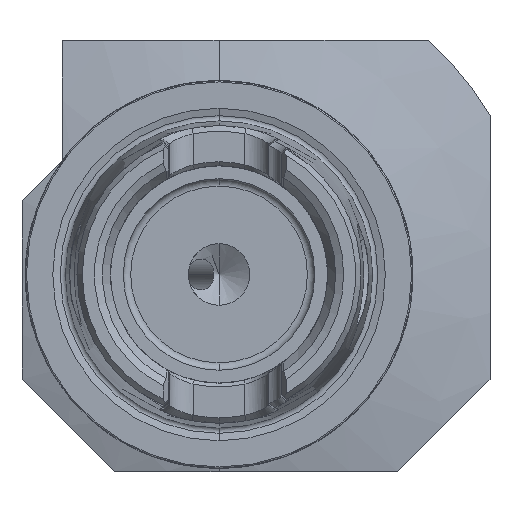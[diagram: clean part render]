
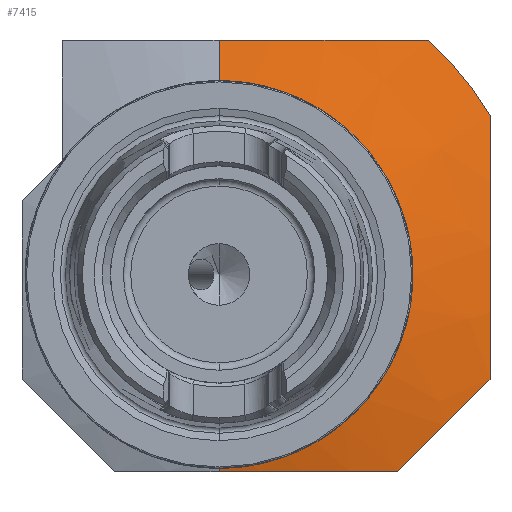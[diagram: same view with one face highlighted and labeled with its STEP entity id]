
A CAD part, left-side view. The second image highlights one B-rep face of the part: STEP entity #7415.
In plain terms, the highlighted conical face has half-angle 75 degrees and reference radius 51 mm.
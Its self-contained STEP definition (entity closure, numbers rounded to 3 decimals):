
#17 = CARTESIAN_POINT ( 'NONE',  ( 23.884, -44., -13.428 ) ) ;
#76 = CARTESIAN_POINT ( 'NONE',  ( 23.639, -44., -9.844 ) ) ;
#81 = CARTESIAN_POINT ( 'NONE',  ( 23.542, -44., -8.048 ) ) ;
#99 = CARTESIAN_POINT ( 'NONE',  ( 23.34, -44., -2.674 ) ) ;
#114 = CARTESIAN_POINT ( 'NONE',  ( 23.32, -44., 0.901 ) ) ;
#115 = CARTESIAN_POINT ( 'NONE',  ( 23.513, -44., 8.036 ) ) ;
#135 = CARTESIAN_POINT ( 'NONE',  ( 23.725, -44., 11.595 ) ) ;
#147 = CARTESIAN_POINT ( 'NONE',  ( 24.345, -44., 18.701 ) ) ;
#163 = CARTESIAN_POINT ( 'NONE',  ( 24.752, -44., 22.247 ) ) ;
#190 = CARTESIAN_POINT ( 'NONE',  ( 23.138, -29., -32. ) ) ;
#206 = CARTESIAN_POINT ( 'NONE',  ( 23.091, -31.508, -29.492 ) ) ;
#211 = CARTESIAN_POINT ( 'NONE',  ( 23.163, -34.012, -26.988 ) ) ;
#229 = CARTESIAN_POINT ( 'NONE',  ( 23.529, -39.011, -21.989 ) ) ;
#302 = CARTESIAN_POINT ( 'NONE',  ( 24.205, -44., -17. ) ) ;
#324 = CARTESIAN_POINT ( 'NONE',  ( 23.823, -41.507, -19.493 ) ) ;
#861 = CARTESIAN_POINT ( 'NONE',  ( 24.033, -44., -15.216 ) ) ;
#930 = ORIENTED_EDGE ( 'NONE', *, *, #9028, .F. ) ;
#1302 = B_SPLINE_CURVE_WITH_KNOTS ( 'NONE', 3,
 ( #2814, #2854, #2670, #2657, #2641, #2616, #2597, #2574, #2557, #2522 ),
 .UNSPECIFIED., .F., .F.,
 ( 4, 2, 2, 2, 4 ),
 ( 0.035, 0.042, 0.049, 0.057, 0.064 ),
 .UNSPECIFIED. ) ;
#1377 = B_SPLINE_CURVE_WITH_KNOTS ( 'NONE', 3,
 ( #302, #324, #229, #211, #206, #190 ),
 .UNSPECIFIED., .F., .F.,
 ( 4, 2, 4 ),
 ( 0., 0.011, 0.021 ),
 .UNSPECIFIED. ) ;
#1395 = B_SPLINE_CURVE_WITH_KNOTS ( 'NONE', 3,
 ( #6244, #163, #147, #135, #115, #114, #99, #81, #76, #17, #861, #12850 ),
 .UNSPECIFIED., .F., .F.,
 ( 4, 2, 2, 2, 2, 4 ),
 ( 0.111, 0.122, 0.132, 0.143, 0.148, 0.154 ),
 .UNSPECIFIED. ) ;
#1434 = B_SPLINE_CURVE_WITH_KNOTS ( 'NONE', 3,
 ( #12330, #12482, #12225, #12159, #12145, #12118, #12107, #12068 ),
 .UNSPECIFIED., .F., .F.,
 ( 4, 2, 2, 4 ),
 ( 0.157, 0.165, 0.174, 0.191 ),
 .UNSPECIFIED. ) ;
#1897 = ORIENTED_EDGE ( 'NONE', *, *, #9216, .F. ) ;
#2007 = DIRECTION ( 'NONE',  ( 1., 0., 0. ) ) ;
#2034 = DIRECTION ( 'NONE',  ( 0.259, 0., -0.966 ) ) ;
#2107 = CARTESIAN_POINT ( 'NONE',  ( 25.232, 0., -51. ) ) ;
#2131 = EDGE_LOOP ( 'NONE', ( #4820, #930, #6979, #6337, #1897, #7886, #6458, #4224 ) ) ;
#2177 = DIRECTION ( 'NONE',  ( 0., 0., -1. ) ) ;
#2522 = CARTESIAN_POINT ( 'NONE',  ( 20.141, 0., -32. ) ) ;
#2557 = CARTESIAN_POINT ( 'NONE',  ( 20.141, -2.423, -32. ) ) ;
#2574 = CARTESIAN_POINT ( 'NONE',  ( 20.215, -4.844, -32. ) ) ;
#2597 = CARTESIAN_POINT ( 'NONE',  ( 20.502, -9.684, -32. ) ) ;
#2616 = CARTESIAN_POINT ( 'NONE',  ( 20.714, -12.103, -32. ) ) ;
#2641 = CARTESIAN_POINT ( 'NONE',  ( 21.25, -16.937, -32. ) ) ;
#2657 = CARTESIAN_POINT ( 'NONE',  ( 21.573, -19.353, -32. ) ) ;
#2670 = CARTESIAN_POINT ( 'NONE',  ( 22.301, -24.184, -32. ) ) ;
#2719 = DIRECTION ( 'NONE',  ( 0., 0., 1. ) ) ;
#2725 = DIRECTION ( 'NONE',  ( -1., 0., 0. ) ) ;
#2773 = CARTESIAN_POINT ( 'NONE',  ( 20., 0., 0. ) ) ;
#2814 = CARTESIAN_POINT ( 'NONE',  ( 23.138, -29., -32. ) ) ;
#2854 = CARTESIAN_POINT ( 'NONE',  ( 22.705, -26.596, -32. ) ) ;
#3176 = CARTESIAN_POINT ( 'NONE',  ( 20., 0., -31.475 ) ) ;
#3178 = DIRECTION ( 'NONE',  ( 0., 0., 1. ) ) ;
#3183 = DIRECTION ( 'NONE',  ( -1., 0., 0. ) ) ;
#3196 = CARTESIAN_POINT ( 'NONE',  ( 25.232, 0., 0. ) ) ;
#3446 = VERTEX_POINT ( 'NONE', #3176 ) ;
#3589 = VERTEX_POINT ( 'NONE', #9021 ) ;
#3879 = VERTEX_POINT ( 'NONE', #8526 ) ;
#4224 = ORIENTED_EDGE ( 'NONE', *, *, #9352, .F. ) ;
#4311 = AXIS2_PLACEMENT_3D ( 'NONE', #2773, #2725, #2719 ) ;
#4390 = AXIS2_PLACEMENT_3D ( 'NONE', #3196, #3183, #3178 ) ;
#4820 = ORIENTED_EDGE ( 'NONE', *, *, #7624, .F. ) ;
#4987 = VECTOR ( 'NONE', #2034, 1000. ) ;
#5173 = LINE ( 'NONE', #2107, #4987 ) ;
#5941 = VERTEX_POINT ( 'NONE', #7212 ) ;
#6241 = AXIS2_PLACEMENT_3D ( 'NONE', #7947, #2007, #2177 ) ;
#6244 = CARTESIAN_POINT ( 'NONE',  ( 25.232, -44., 25.788 ) ) ;
#6337 = ORIENTED_EDGE ( 'NONE', *, *, #9046, .F. ) ;
#6458 = ORIENTED_EDGE ( 'NONE', *, *, #8991, .T. ) ;
#6979 = ORIENTED_EDGE ( 'NONE', *, *, #8258, .T. ) ;
#7212 = CARTESIAN_POINT ( 'NONE',  ( 25.232, -44., 25.788 ) ) ;
#7415 = ADVANCED_FACE ( 'NONE', ( #12187 ), #11893, .T. ) ;
#7624 = EDGE_CURVE ( 'NONE', #10961, #11710, #10392, .T. ) ;
#7886 = ORIENTED_EDGE ( 'NONE', *, *, #9233, .F. ) ;
#7947 = CARTESIAN_POINT ( 'NONE',  ( 25.232, 0., 0. ) ) ;
#8258 = EDGE_CURVE ( 'NONE', #3446, #10480, #5173, .T. ) ;
#8280 = CARTESIAN_POINT ( 'NONE',  ( 20.141, 0., -32. ) ) ;
#8526 = CARTESIAN_POINT ( 'NONE',  ( 23.138, -29., -32. ) ) ;
#8844 = CIRCLE ( 'NONE', #4311, 31.475 ) ;
#8912 = CARTESIAN_POINT ( 'NONE',  ( 20., 0., 31.475 ) ) ;
#8991 = EDGE_CURVE ( 'NONE', #5941, #10677, #9296, .T. ) ;
#9021 = CARTESIAN_POINT ( 'NONE',  ( 24.205, -44., -17. ) ) ;
#9028 = EDGE_CURVE ( 'NONE', #3446, #10961, #8844, .T. ) ;
#9046 = EDGE_CURVE ( 'NONE', #3879, #10480, #1302, .T. ) ;
#9216 = EDGE_CURVE ( 'NONE', #3589, #3879, #1377, .T. ) ;
#9233 = EDGE_CURVE ( 'NONE', #5941, #3589, #1395, .T. ) ;
#9296 = CIRCLE ( 'NONE', #4390, 51. ) ;
#9352 = EDGE_CURVE ( 'NONE', #11710, #10677, #1434, .T. ) ;
#9819 = CARTESIAN_POINT ( 'NONE',  ( 21.748, 0., 38. ) ) ;
#10392 = LINE ( 'NONE', #12334, #10403 ) ;
#10403 = VECTOR ( 'NONE', #12337, 1000. ) ;
#10480 = VERTEX_POINT ( 'NONE', #8280 ) ;
#10677 = VERTEX_POINT ( 'NONE', #11943 ) ;
#10961 = VERTEX_POINT ( 'NONE', #8912 ) ;
#11710 = VERTEX_POINT ( 'NONE', #9819 ) ;
#11893 = CONICAL_SURFACE ( 'NONE', #6241, 51., 1.309 ) ;
#11943 = CARTESIAN_POINT ( 'NONE',  ( 25.232, -34.015, 38. ) ) ;
#12068 = CARTESIAN_POINT ( 'NONE',  ( 25.232, -34.015, 38. ) ) ;
#12107 = CARTESIAN_POINT ( 'NONE',  ( 24.222, -28.365, 38. ) ) ;
#12118 = CARTESIAN_POINT ( 'NONE',  ( 23.347, -22.709, 38. ) ) ;
#12145 = CARTESIAN_POINT ( 'NONE',  ( 22.415, -14.208, 38. ) ) ;
#12159 = CARTESIAN_POINT ( 'NONE',  ( 22.169, -11.372, 38. ) ) ;
#12187 = FACE_OUTER_BOUND ( 'NONE', #2131, .T. ) ;
#12225 = CARTESIAN_POINT ( 'NONE',  ( 21.835, -5.692, 38. ) ) ;
#12330 = CARTESIAN_POINT ( 'NONE',  ( 21.748, 0., 38. ) ) ;
#12334 = CARTESIAN_POINT ( 'NONE',  ( 25.232, 0., 51. ) ) ;
#12337 = DIRECTION ( 'NONE',  ( 0.259, 0., 0.966 ) ) ;
#12482 = CARTESIAN_POINT ( 'NONE',  ( 21.748, -2.848, 38. ) ) ;
#12850 = CARTESIAN_POINT ( 'NONE',  ( 24.205, -44., -17. ) ) ;
